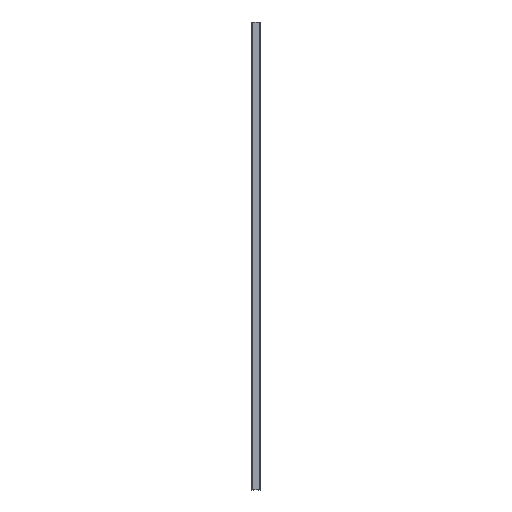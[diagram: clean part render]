
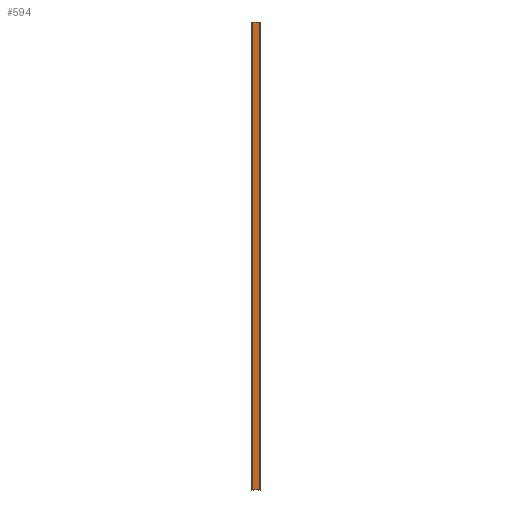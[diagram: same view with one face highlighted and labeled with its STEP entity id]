
A CAD part, top view. The second image highlights one B-rep face of the part: STEP entity #594.
In plain terms, the highlighted planar face has unit normal (0, 0, 1).
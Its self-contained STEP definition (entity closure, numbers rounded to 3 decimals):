
#594=ADVANCED_FACE('',(#1211),#1212,.T.);
#1211=FACE_OUTER_BOUND('',#1867,.T.);
#1212=PLANE('',#1868);
#1867=EDGE_LOOP('',(#3566,#3567,#3568,#3569));
#1868=AXIS2_PLACEMENT_3D('',#3570,#3571,#3572);
#3566=ORIENTED_EDGE('',*,*,#4322,.T.);
#3567=ORIENTED_EDGE('',*,*,#4488,.F.);
#3568=ORIENTED_EDGE('',*,*,#4184,.T.);
#3569=ORIENTED_EDGE('',*,*,#4486,.T.);
#3570=CARTESIAN_POINT('',(0.,1780.0,29.));
#3571=DIRECTION('',(0.0,0.0,1.0));
#3572=DIRECTION('',(-1.0,0.0,0.0));
#4184=EDGE_CURVE('',#5120,#5118,#5121,.T.);
#4322=EDGE_CURVE('',#5351,#5349,#5352,.T.);
#4486=EDGE_CURVE('',#5118,#5351,#5538,.T.);
#4488=EDGE_CURVE('',#5120,#5349,#5540,.T.);
#5118=VERTEX_POINT('',#6389);
#5120=VERTEX_POINT('',#6392);
#5121=LINE('',#6393,#6394);
#5349=VERTEX_POINT('',#6712);
#5351=VERTEX_POINT('',#6715);
#5352=LINE('',#6716,#6717);
#5538=LINE('',#6939,#6940);
#5540=LINE('',#6942,#6943);
#6389=CARTESIAN_POINT('',(-13.251,1780.0,29.));
#6392=CARTESIAN_POINT('',(13.251,1780.0,29.));
#6393=CARTESIAN_POINT('',(13.251,1780.0,29.));
#6394=VECTOR('',#7409,1.0);
#6712=CARTESIAN_POINT('',(13.251,0.0,29.));
#6715=CARTESIAN_POINT('',(-13.251,0.0,29.));
#6716=CARTESIAN_POINT('',(13.251,0.0,29.));
#6717=VECTOR('',#7567,1.0);
#6939=CARTESIAN_POINT('',(-13.251,1780.0,29.));
#6940=VECTOR('',#7775,1.0);
#6942=CARTESIAN_POINT('',(13.251,1780.0,29.));
#6943=VECTOR('',#7776,1.0);
#7409=DIRECTION('',(-1.0,0.0,0.0));
#7567=DIRECTION('',(1.0,0.0,0.0));
#7775=DIRECTION('',(0.0,-1.0,0.0));
#7776=DIRECTION('',(0.0,-1.0,0.0));
